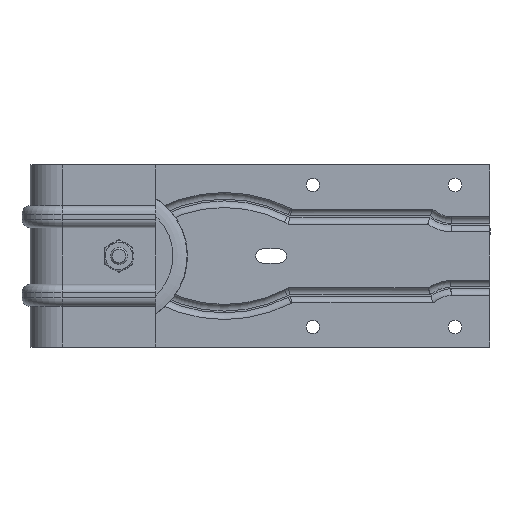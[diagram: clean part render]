
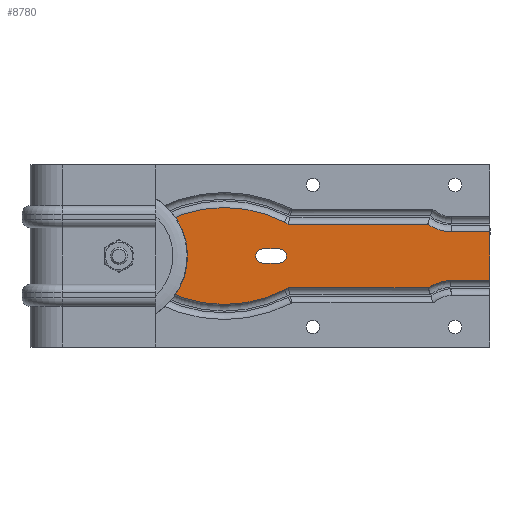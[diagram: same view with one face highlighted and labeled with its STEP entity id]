
A CAD part, left-side view. The second image highlights one B-rep face of the part: STEP entity #8780.
In plain terms, the highlighted planar face has unit normal (-1, 0, 0).
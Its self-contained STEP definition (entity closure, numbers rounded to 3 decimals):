
#344=FACE_BOUND('',#1439,.T.);
#345=FACE_BOUND('',#1440,.T.);
#535=PLANE('',#9492);
#910=FACE_OUTER_BOUND('',#1438,.T.);
#1438=EDGE_LOOP('',(#7299,#7300,#7301,#7302,#7303,#7304,#7305,#7306,#7307,
#7308,#7309,#7310,#7311,#7312,#7313,#7314,#7315));
#1439=EDGE_LOOP('',(#7316,#7317,#7318,#7319));
#1440=EDGE_LOOP('',(#7320));
#2123=LINE('',#15287,#2833);
#2124=LINE('',#15289,#2834);
#2125=LINE('',#15293,#2835);
#2126=LINE('',#15295,#2836);
#2127=LINE('',#15299,#2837);
#2128=LINE('',#15301,#2838);
#2129=LINE('',#15303,#2839);
#2130=LINE('',#15305,#2840);
#2131=LINE('',#15309,#2841);
#2132=LINE('',#15311,#2842);
#2133=LINE('',#15315,#2843);
#2134=LINE('',#15317,#2844);
#2135=LINE('',#15318,#2845);
#2136=LINE('',#15323,#2846);
#2137=LINE('',#15326,#2847);
#2833=VECTOR('',#11345,10.);
#2834=VECTOR('',#11346,10.);
#2835=VECTOR('',#11349,10.);
#2836=VECTOR('',#11350,10.);
#2837=VECTOR('',#11353,10.);
#2838=VECTOR('',#11354,10.);
#2839=VECTOR('',#11355,10.);
#2840=VECTOR('',#11356,10.);
#2841=VECTOR('',#11359,10.);
#2842=VECTOR('',#11360,10.);
#2843=VECTOR('',#11363,10.);
#2844=VECTOR('',#11364,10.);
#2845=VECTOR('',#11365,10.);
#2846=VECTOR('',#11368,10.);
#2847=VECTOR('',#11371,10.);
#3303=CIRCLE('',#9491,7.);
#3304=CIRCLE('',#9493,78.05);
#3305=CIRCLE('',#9494,28.597);
#3306=CIRCLE('',#9495,25.);
#3307=CIRCLE('',#9496,78.05);
#3308=CIRCLE('',#9497,4.25);
#3309=CIRCLE('',#9498,4.25);
#4054=VERTEX_POINT('',#15281);
#4055=VERTEX_POINT('',#15285);
#4056=VERTEX_POINT('',#15286);
#4057=VERTEX_POINT('',#15288);
#4058=VERTEX_POINT('',#15290);
#4059=VERTEX_POINT('',#15292);
#4060=VERTEX_POINT('',#15294);
#4061=VERTEX_POINT('',#15296);
#4062=VERTEX_POINT('',#15298);
#4063=VERTEX_POINT('',#15300);
#4064=VERTEX_POINT('',#15302);
#4065=VERTEX_POINT('',#15304);
#4066=VERTEX_POINT('',#15306);
#4067=VERTEX_POINT('',#15308);
#4068=VERTEX_POINT('',#15310);
#4069=VERTEX_POINT('',#15312);
#4070=VERTEX_POINT('',#15314);
#4071=VERTEX_POINT('',#15316);
#4072=VERTEX_POINT('',#15319);
#4073=VERTEX_POINT('',#15320);
#4074=VERTEX_POINT('',#15322);
#4075=VERTEX_POINT('',#15324);
#5196=EDGE_CURVE('',#4054,#4054,#3303,.T.);
#5197=EDGE_CURVE('',#4055,#4056,#2123,.T.);
#5198=EDGE_CURVE('',#4056,#4057,#2124,.T.);
#5199=EDGE_CURVE('',#4057,#4058,#3304,.T.);
#5200=EDGE_CURVE('',#4058,#4059,#2125,.T.);
#5201=EDGE_CURVE('',#4059,#4060,#2126,.T.);
#5202=EDGE_CURVE('',#4060,#4061,#3305,.T.);
#5203=EDGE_CURVE('',#4061,#4062,#2127,.T.);
#5204=EDGE_CURVE('',#4062,#4063,#2128,.T.);
#5205=EDGE_CURVE('',#4063,#4064,#2129,.T.);
#5206=EDGE_CURVE('',#4064,#4065,#2130,.T.);
#5207=EDGE_CURVE('',#4065,#4066,#3306,.T.);
#5208=EDGE_CURVE('',#4066,#4067,#2131,.T.);
#5209=EDGE_CURVE('',#4067,#4068,#2132,.T.);
#5210=EDGE_CURVE('',#4068,#4069,#3307,.T.);
#5211=EDGE_CURVE('',#4069,#4070,#2133,.T.);
#5212=EDGE_CURVE('',#4070,#4071,#2134,.T.);
#5213=EDGE_CURVE('',#4055,#4071,#2135,.T.);
#5214=EDGE_CURVE('',#4072,#4073,#3308,.T.);
#5215=EDGE_CURVE('',#4073,#4074,#2136,.T.);
#5216=EDGE_CURVE('',#4074,#4075,#3309,.T.);
#5217=EDGE_CURVE('',#4075,#4072,#2137,.T.);
#7299=ORIENTED_EDGE('',*,*,#5197,.T.);
#7300=ORIENTED_EDGE('',*,*,#5198,.T.);
#7301=ORIENTED_EDGE('',*,*,#5199,.T.);
#7302=ORIENTED_EDGE('',*,*,#5200,.T.);
#7303=ORIENTED_EDGE('',*,*,#5201,.T.);
#7304=ORIENTED_EDGE('',*,*,#5202,.T.);
#7305=ORIENTED_EDGE('',*,*,#5203,.T.);
#7306=ORIENTED_EDGE('',*,*,#5204,.T.);
#7307=ORIENTED_EDGE('',*,*,#5205,.T.);
#7308=ORIENTED_EDGE('',*,*,#5206,.T.);
#7309=ORIENTED_EDGE('',*,*,#5207,.T.);
#7310=ORIENTED_EDGE('',*,*,#5208,.T.);
#7311=ORIENTED_EDGE('',*,*,#5209,.T.);
#7312=ORIENTED_EDGE('',*,*,#5210,.T.);
#7313=ORIENTED_EDGE('',*,*,#5211,.T.);
#7314=ORIENTED_EDGE('',*,*,#5212,.T.);
#7315=ORIENTED_EDGE('',*,*,#5213,.F.);
#7316=ORIENTED_EDGE('',*,*,#5214,.T.);
#7317=ORIENTED_EDGE('',*,*,#5215,.T.);
#7318=ORIENTED_EDGE('',*,*,#5216,.T.);
#7319=ORIENTED_EDGE('',*,*,#5217,.T.);
#7320=ORIENTED_EDGE('',*,*,#5196,.T.);
#8780=ADVANCED_FACE('',(#910,#344,#345),#535,.T.);
#9491=AXIS2_PLACEMENT_3D('',#15283,#11341,#11342);
#9492=AXIS2_PLACEMENT_3D('',#15284,#11343,#11344);
#9493=AXIS2_PLACEMENT_3D('',#15291,#11347,#11348);
#9494=AXIS2_PLACEMENT_3D('',#15297,#11351,#11352);
#9495=AXIS2_PLACEMENT_3D('',#15307,#11357,#11358);
#9496=AXIS2_PLACEMENT_3D('',#15313,#11361,#11362);
#9497=AXIS2_PLACEMENT_3D('',#15321,#11366,#11367);
#9498=AXIS2_PLACEMENT_3D('',#15325,#11369,#11370);
#11341=DIRECTION('center_axis',(1.,0.,0.));
#11342=DIRECTION('ref_axis',(0.,0.214,0.977));
#11343=DIRECTION('center_axis',(-1.,0.,0.));
#11344=DIRECTION('ref_axis',(0.,0.,1.));
#11345=DIRECTION('',(0.,-1.,0.));
#11346=DIRECTION('',(0.,-0.888,-0.46));
#11347=DIRECTION('center_axis',(-1.,0.,0.));
#11348=DIRECTION('ref_axis',(0.,0.46,0.888));
#11349=DIRECTION('',(0.,-0.888,0.46));
#11350=DIRECTION('',(0.,-1.,0.));
#11351=DIRECTION('center_axis',(1.,0.,0.));
#11352=DIRECTION('ref_axis',(0.,0.672,0.74));
#11353=DIRECTION('',(0.,-0.996,0.088));
#11354=DIRECTION('',(0.,-1.,0.));
#11355=DIRECTION('',(0.,0.,1.));
#11356=DIRECTION('',(0.,1.,0.));
#11357=DIRECTION('center_axis',(1.,0.,0.));
#11358=DIRECTION('ref_axis',(0.,0.,
-1.));
#11359=DIRECTION('',(0.,1.,0.));
#11360=DIRECTION('',(0.,0.888,0.46));
#11361=DIRECTION('center_axis',(-1.,0.,0.));
#11362=DIRECTION('ref_axis',(0.,-0.46,-0.888));
#11363=DIRECTION('',(0.,0.888,-0.46));
#11364=DIRECTION('',(0.,1.,0.));
#11365=DIRECTION('',(0.,0.,1.));
#11366=DIRECTION('center_axis',(1.,0.,0.));
#11367=DIRECTION('ref_axis',(0.,0.,1.));
#11368=DIRECTION('',(0.,-1.,0.));
#11369=DIRECTION('center_axis',(1.,0.,0.));
#11370=DIRECTION('ref_axis',(0.,0.,-1.));
#11371=DIRECTION('',(0.,1.,0.));
#15281=CARTESIAN_POINT('',(-1.,220.501,47.662));
#15283=CARTESIAN_POINT('Origin',(-1.,222.,54.5));
#15284=CARTESIAN_POINT('Origin',(-1.,0.,0.));
#15285=CARTESIAN_POINT('',(-1.,256.,35.5));
#15286=CARTESIAN_POINT('',(-1.,197.317,35.5));
#15287=CARTESIAN_POINT('',(-1.,128.,35.5));
#15288=CARTESIAN_POINT('',(-1.,194.935,34.265));
#15289=CARTESIAN_POINT('',(-1.,111.127,-9.203));
#15290=CARTESIAN_POINT('',(-1.,123.065,34.265));
#15291=CARTESIAN_POINT('Origin',(-1.,159.,103.55));
#15292=CARTESIAN_POINT('',(-1.,120.683,35.5));
#15293=CARTESIAN_POINT('',(-1.,81.578,55.782));
#15294=CARTESIAN_POINT('',(-1.,36.96,35.5));
#15295=CARTESIAN_POINT('',(-1.,59.,35.5));
#15296=CARTESIAN_POINT('',(-1.,23.965,39.958));
#15297=CARTESIAN_POINT('Origin',(-1.,21.456,11.471));
#15298=CARTESIAN_POINT('',(-1.,23.484,40.));
#15299=CARTESIAN_POINT('',(-1.,13.821,40.851));
#15300=CARTESIAN_POINT('',(-1.,0.,40.));
#15301=CARTESIAN_POINT('',(-1.,11.5,40.));
#15302=CARTESIAN_POINT('',(-1.,0.,69.));
#15303=CARTESIAN_POINT('',(-1.,0.,0.));
#15304=CARTESIAN_POINT('',(-1.,23.,69.));
#15305=CARTESIAN_POINT('',(-1.,0.,69.));
#15306=CARTESIAN_POINT('',(-1.,37.309,73.5));
#15307=CARTESIAN_POINT('Origin',(-1.,23.,94.));
#15308=CARTESIAN_POINT('',(-1.,120.683,73.5));
#15309=CARTESIAN_POINT('',(-1.,16.642,73.5));
#15310=CARTESIAN_POINT('',(-1.,123.065,74.735));
#15311=CARTESIAN_POINT('',(-1.,59.303,41.665));
#15312=CARTESIAN_POINT('',(-1.,194.935,74.735));
#15313=CARTESIAN_POINT('Origin',(-1.,159.,5.45));
#15314=CARTESIAN_POINT('',(-1.,197.317,73.5));
#15315=CARTESIAN_POINT('',(-1.,133.402,106.65));
#15316=CARTESIAN_POINT('',(-1.,256.,73.5));
#15317=CARTESIAN_POINT('',(-1.,100.,73.5));
#15318=CARTESIAN_POINT('',(-1.,256.,0.));
#15319=CARTESIAN_POINT('',(-1.,136.,50.25));
#15320=CARTESIAN_POINT('',(-1.,136.,58.75));
#15321=CARTESIAN_POINT('Origin',(-1.,136.,54.5));
#15322=CARTESIAN_POINT('',(-1.,126.,58.75));
#15323=CARTESIAN_POINT('',(-1.,68.,58.75));
#15324=CARTESIAN_POINT('',(-1.,126.,50.25));
#15325=CARTESIAN_POINT('Origin',(-1.,126.,54.5));
#15326=CARTESIAN_POINT('',(-1.,63.,50.25));
